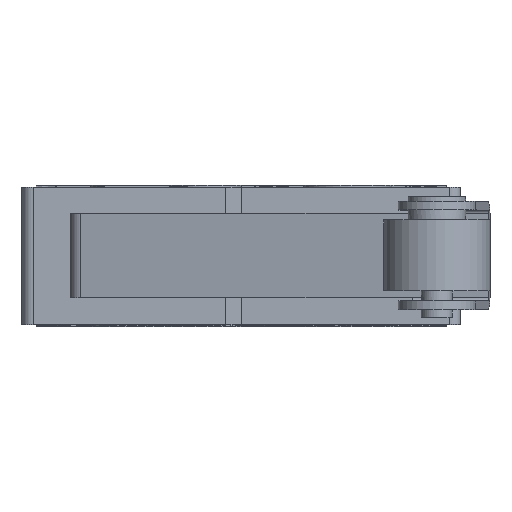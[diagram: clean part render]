
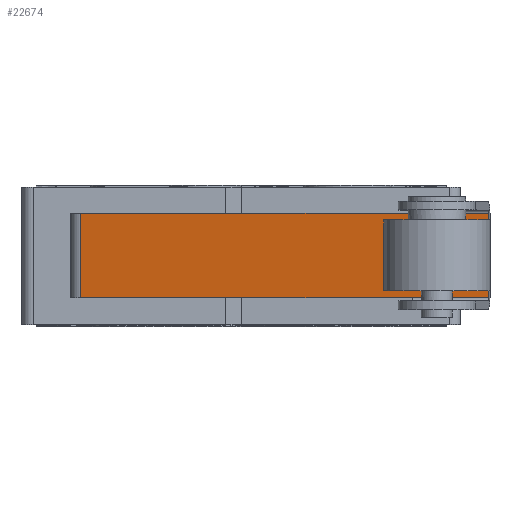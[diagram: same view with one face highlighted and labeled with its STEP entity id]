
A CAD part, top view. The second image highlights one B-rep face of the part: STEP entity #22674.
In plain terms, the highlighted planar face has unit normal (-0.191, 0, 0.982).
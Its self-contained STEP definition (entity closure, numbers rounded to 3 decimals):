
#1352=LINE('',#38211,#2424);
#1362=LINE('',#38237,#2434);
#1370=LINE('',#38261,#2442);
#1374=LINE('',#38273,#2446);
#1375=LINE('',#38274,#2447);
#1376=LINE('',#38275,#2448);
#2424=VECTOR('',#26596,1000.);
#2434=VECTOR('',#26614,1000.);
#2442=VECTOR('',#26632,1000.);
#2446=VECTOR('',#26642,1000.);
#2447=VECTOR('',#26643,1000.);
#2448=VECTOR('',#26644,1000.);
#7176=ORIENTED_EDGE('',*,*,#9646,.F.);
#7177=ORIENTED_EDGE('',*,*,#9640,.F.);
#7178=ORIENTED_EDGE('',*,*,#9647,.T.);
#7179=ORIENTED_EDGE('',*,*,#9616,.T.);
#7180=ORIENTED_EDGE('',*,*,#9648,.T.);
#7181=ORIENTED_EDGE('',*,*,#9628,.F.);
#9616=EDGE_CURVE('',#11254,#11255,#1352,.T.);
#9628=EDGE_CURVE('',#11264,#11266,#1362,.T.);
#9640=EDGE_CURVE('',#11276,#11277,#1370,.T.);
#9646=EDGE_CURVE('',#11277,#11264,#1374,.T.);
#9647=EDGE_CURVE('',#11276,#11254,#1375,.T.);
#9648=EDGE_CURVE('',#11255,#11266,#1376,.T.);
#11254=VERTEX_POINT('',#38212);
#11255=VERTEX_POINT('',#38213);
#11264=VERTEX_POINT('',#38235);
#11266=VERTEX_POINT('',#38238);
#11276=VERTEX_POINT('',#38260);
#11277=VERTEX_POINT('',#38262);
#13592=EDGE_LOOP('',(#7176,#7177,#7178,#7179,#7180,#7181));
#14706=FACE_BOUND('',#13592,.T.);
#15530=PLANE('',#23659);
#22674=ADVANCED_FACE('',(#14706),#15530,.T.);
#23659=AXIS2_PLACEMENT_3D('',#38272,#26640,#26641);
#26596=DIRECTION('',(-0.982,0.,-0.191));
#26614=DIRECTION('',(-0.982,0.,-0.191));
#26632=DIRECTION('',(0.,-1.,0.));
#26640=DIRECTION('',(-0.191,0.,0.982));
#26641=DIRECTION('',(0.982,0.,0.191));
#26642=DIRECTION('',(-0.982,0.,-0.191));
#26643=DIRECTION('',(-0.982,0.,-0.191));
#26644=DIRECTION('',(0.,-1.,0.));
#38211=CARTESIAN_POINT('',(0.,1.9,0.));
#38212=CARTESIAN_POINT('',(15.412,1.9,2.996));
#38213=CARTESIAN_POINT('',(0.445,1.9,0.087));
#38235=CARTESIAN_POINT('',(15.412,-1.9,2.996));
#38237=CARTESIAN_POINT('',(0.,-1.9,0.));
#38238=CARTESIAN_POINT('',(0.445,-1.9,0.087));
#38260=CARTESIAN_POINT('',(18.847,1.9,3.664));
#38261=CARTESIAN_POINT('',(18.847,1.9,3.664));
#38262=CARTESIAN_POINT('',(18.847,-1.9,3.664));
#38272=CARTESIAN_POINT('',(0.,1.9,0.));
#38273=CARTESIAN_POINT('',(0.,-1.9,0.));
#38274=CARTESIAN_POINT('',(0.,1.9,0.));
#38275=CARTESIAN_POINT('',(0.445,1.9,0.087));
